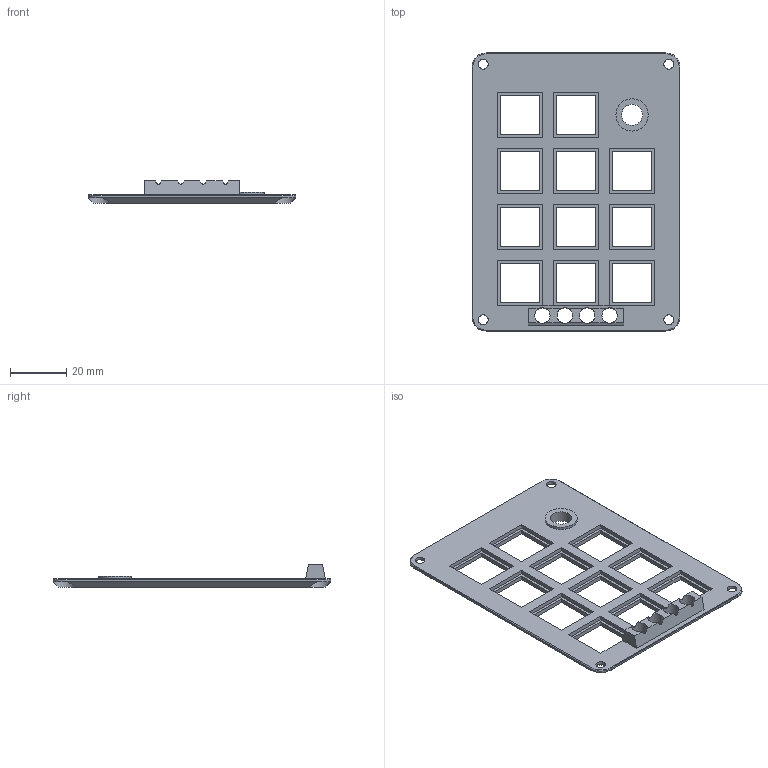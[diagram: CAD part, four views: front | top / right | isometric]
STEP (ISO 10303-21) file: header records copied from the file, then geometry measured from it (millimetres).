
FILE_DESCRIPTION(/* description */ (''),/* implementation_level */ '2;1');
FILE_NAME(/* name */ 'MacroPad V2 Top.step',/* time_stamp */ '2023-01-20T19:57:01-06:00',/* author */ (''),/* organization */ (''),/* preprocessor_version */ 'ST-DEVELOPER v19',/* originating_system */ 'Autodesk Translation Framework v11.7.0.108',/* authorisation */ '');
FILE_SCHEMA (('AUTOMOTIVE_DESIGN { 1 0 10303 214 3 1 1 }'));
Length unit declared in the file: millimetre
Products named in the file (1): MacroPad V2
Bounding box: 74.2 x 99.2 x 8 mm (x, y, z)
Volume: 13510.9 mm3; surface area: 13561 mm2
Topology: 1 solids, 1 shells, 157 faces, 417 edges, 268 vertices
Faces by surface type: plane 127, cylinder 18, cone 12
Full cylindrical faces by diameter (mm): 3.5 x4, 5.5 x4, 7.5 x1, 11.5 x1
Entity records: 4940 total; most frequent: CARTESIAN_POINT 883, ORIENTED_EDGE 834, DIRECTION 797, EDGE_CURVE 417, LINE 337, VECTOR 337, VERTEX_POINT 268, AXIS2_PLACEMENT_3D 230
